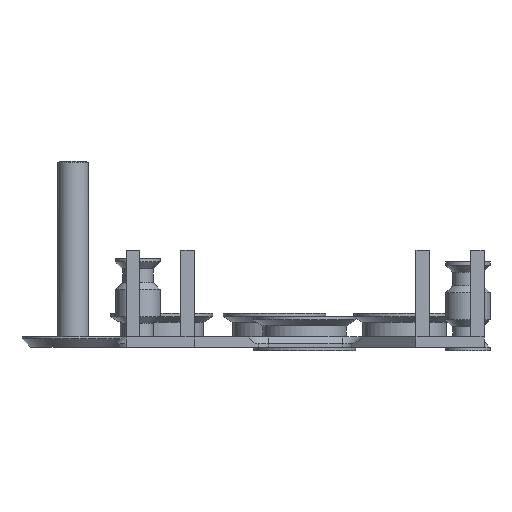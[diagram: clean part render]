
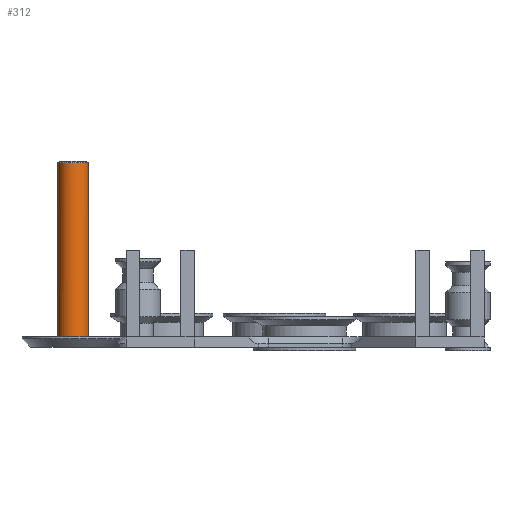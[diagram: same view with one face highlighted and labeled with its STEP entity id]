
A CAD part, front view. The second image highlights one B-rep face of the part: STEP entity #312.
In plain terms, the highlighted free-form (B-spline) face has degree [2, 1] with [5, 2] control points.
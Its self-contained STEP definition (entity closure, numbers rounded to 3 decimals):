
#312=ADVANCED_FACE('',(#621),#9454,.T.);
#621=FACE_OUTER_BOUND('',#935,.T.);
#935=EDGE_LOOP('',(#1968,#1969,#1970,#1971));
#1968=ORIENTED_EDGE('',*,*,#7824,.T.);
#1969=ORIENTED_EDGE('',*,*,#7800,.F.);
#1970=ORIENTED_EDGE('',*,*,#7825,.T.);
#1971=ORIENTED_EDGE('',*,*,#7821,.F.);
#3354=PCURVE('',#9290,#4770);
#3380=PCURVE('',#9294,#4796);
#3384=PCURVE('',#9454,#4800);
#3385=PCURVE('',#9454,#4801);
#3386=PCURVE('',#9454,#4802);
#3387=PCURVE('',#9454,#4803);
#3413=PCURVE('',#9459,#4829);
#3415=PCURVE('',#9459,#4831);
#4770=DEFINITIONAL_REPRESENTATION('',(#8655),#20216);
#4796=DEFINITIONAL_REPRESENTATION('',(#6070),#20216);
#4800=DEFINITIONAL_REPRESENTATION('',(#6076),#20216);
#4801=DEFINITIONAL_REPRESENTATION('',(#6077),#20216);
#4802=DEFINITIONAL_REPRESENTATION('',(#6078),#20216);
#4803=DEFINITIONAL_REPRESENTATION('',(#6079),#20216);
#4829=DEFINITIONAL_REPRESENTATION('',(#6105),#20216);
#4831=DEFINITIONAL_REPRESENTATION('',(#6107),#20216);
#6070=B_SPLINE_CURVE_WITH_KNOTS('',1,(#16469,#16470),.UNSPECIFIED.,.F.,
 .F.,(2,2),(-12.723,0.),.UNSPECIFIED.);
#6076=B_SPLINE_CURVE_WITH_KNOTS('',1,(#16483,#16484),.UNSPECIFIED.,.F.,
 .F.,(2,2),(0.409,46.818),.UNSPECIFIED.);
#6077=B_SPLINE_CURVE_WITH_KNOTS('',1,(#16485,#16486),.UNSPECIFIED.,.F.,
 .F.,(2,2),(0.,14.137),.UNSPECIFIED.);
#6078=B_SPLINE_CURVE_WITH_KNOTS('',1,(#16489,#16490),.UNSPECIFIED.,.F.,
 .F.,(2,2),(-46.818,-0.409),.UNSPECIFIED.);
#6079=B_SPLINE_CURVE_WITH_KNOTS('',3,(#16491,#16492,#16493,#16494),
 .UNSPECIFIED.,.F.,.F.,(4,4),(-12.723,0.),.UNSPECIFIED.);
#6105=B_SPLINE_CURVE_WITH_KNOTS('',1,(#16575,#16576),.UNSPECIFIED.,.F.,
 .F.,(2,2),(-46.818,-0.409),.UNSPECIFIED.);
#6107=B_SPLINE_CURVE_WITH_KNOTS('',1,(#16579,#16580),.UNSPECIFIED.,.F.,
 .F.,(2,2),(0.409,46.818),.UNSPECIFIED.);
#7092=SURFACE_CURVE('',#8654,(#3354,#3385),.PCURVE_S1.);
#7113=SURFACE_CURVE('',#8671,(#3380,#3387),.PCURVE_S1.);
#7116=SURFACE_CURVE('',#8672,(#3384,#3415),.PCURVE_S1.);
#7117=SURFACE_CURVE('',#8673,(#3386,#3413),.PCURVE_S1.);
#7800=EDGE_CURVE('',#9125,#9135,#7092,.T.);
#7821=EDGE_CURVE('',#9133,#9123,#7113,.T.);
#7824=EDGE_CURVE('',#9133,#9135,#7116,.T.);
#7825=EDGE_CURVE('',#9125,#9123,#7117,.T.);
#8654=(
BOUNDED_CURVE()
B_SPLINE_CURVE(2,(#16031,#16032,#16033,#16034,#16035),.UNSPECIFIED.,.F.,
 .F.)
B_SPLINE_CURVE_WITH_KNOTS((3,2,3),(0.,7.069,14.137),
 .UNSPECIFIED.)
CURVE()
GEOMETRIC_REPRESENTATION_ITEM()
RATIONAL_B_SPLINE_CURVE((1.,0.707,1.,0.707,1.))
REPRESENTATION_ITEM('')
);
#8655=(
BOUNDED_CURVE()
B_SPLINE_CURVE(2,(#16036,#16037,#16038,#16039,#16040),.UNSPECIFIED.,.F.,
 .F.)
B_SPLINE_CURVE_WITH_KNOTS((3,2,3),(0.,7.069,14.137),
 .UNSPECIFIED.)
CURVE()
GEOMETRIC_REPRESENTATION_ITEM()
RATIONAL_B_SPLINE_CURVE((1.,0.707,1.,0.707,1.))
REPRESENTATION_ITEM('')
);
#8671=(
BOUNDED_CURVE()
B_SPLINE_CURVE(2,(#16464,#16465,#16466,#16467,#16468),.UNSPECIFIED.,.F.,
 .F.)
B_SPLINE_CURVE_WITH_KNOTS((3,2,3),(-12.723,-6.362,
0.),.UNSPECIFIED.)
CURVE()
GEOMETRIC_REPRESENTATION_ITEM()
RATIONAL_B_SPLINE_CURVE((1.,0.707,1.,0.707,1.))
REPRESENTATION_ITEM('')
);
#8672=(
BOUNDED_CURVE()
B_SPLINE_CURVE(1,(#16481,#16482),.UNSPECIFIED.,.F.,.F.)
B_SPLINE_CURVE_WITH_KNOTS((2,2),(0.409,46.818),
 .UNSPECIFIED.)
CURVE()
GEOMETRIC_REPRESENTATION_ITEM()
RATIONAL_B_SPLINE_CURVE((1.,1.))
REPRESENTATION_ITEM('')
);
#8673=(
BOUNDED_CURVE()
B_SPLINE_CURVE(1,(#16487,#16488),.UNSPECIFIED.,.F.,.F.)
B_SPLINE_CURVE_WITH_KNOTS((2,2),(-46.818,-0.409),
 .UNSPECIFIED.)
CURVE()
GEOMETRIC_REPRESENTATION_ITEM()
RATIONAL_B_SPLINE_CURVE((1.,1.))
REPRESENTATION_ITEM('')
);
#9123=VERTEX_POINT('',#15998);
#9125=VERTEX_POINT('',#16000);
#9133=VERTEX_POINT('',#16008);
#9135=VERTEX_POINT('',#16010);
#9290=B_SPLINE_SURFACE_WITH_KNOTS('',1,1,((#15699,#15700),(#15701,#15702)),
 .UNSPECIFIED.,.F.,.F.,.F.,(2,2),(2,2),(-18.75,18.75),(-18.75,18.75),
 .UNSPECIFIED.);
#9294=B_SPLINE_SURFACE_WITH_KNOTS('',1,3,((#15809,#15810,#15811,#15812,
#15813,#15814,#15815,#15816,#15817,#15818,#15819),(#15820,#15821,#15822,
#15823,#15824,#15825,#15826,#15827,#15828,#15829,#15830)),.UNSPECIFIED.,
 .F.,.F.,.F.,(2,2),(4,1,1,1,1,1,1,1,4),(0.,0.645),(0.,1.527,
3.181,4.835,6.362,7.888,9.542,
11.196,12.723),.UNSPECIFIED.);
#9454=(
BOUNDED_SURFACE()
B_SPLINE_SURFACE(2,1,((#15831,#15832),(#15833,#15834),(#15835,#15836),(#15837,
#15838),(#15839,#15840)),.UNSPECIFIED.,.F.,.F.,.F.)
B_SPLINE_SURFACE_WITH_KNOTS((3,2,3),(2,2),(0.,7.069,14.137),
(0.,50.),.UNSPECIFIED.)
GEOMETRIC_REPRESENTATION_ITEM()
RATIONAL_B_SPLINE_SURFACE(((1.,1.),(0.707,0.707),
(1.,1.),(0.707,0.707),(1.,1.)))
REPRESENTATION_ITEM('')
SURFACE()
);
#9459=(
BOUNDED_SURFACE()
B_SPLINE_SURFACE(2,1,((#15971,#15972),(#15973,#15974),(#15975,#15976),(#15977,
#15978),(#15979,#15980)),.UNSPECIFIED.,.F.,.F.,.F.)
B_SPLINE_SURFACE_WITH_KNOTS((3,2,3),(2,2),(14.137,21.206,
28.274),(0.,50.),.UNSPECIFIED.)
GEOMETRIC_REPRESENTATION_ITEM()
RATIONAL_B_SPLINE_SURFACE(((1.,1.),(0.707,0.707),
(1.,1.),(0.707,0.707),(1.,1.)))
REPRESENTATION_ITEM('')
SURFACE()
);
#15699=CARTESIAN_POINT('',(-966.375,-397.172,3.));
#15700=CARTESIAN_POINT('',(-928.875,-397.172,3.));
#15701=CARTESIAN_POINT('',(-966.375,-434.672,3.));
#15702=CARTESIAN_POINT('',(-928.875,-434.672,3.));
#15809=CARTESIAN_POINT('',(-943.125,-415.922,54.05));
#15810=CARTESIAN_POINT('',(-943.125,-416.487,54.05));
#15811=CARTESIAN_POINT('',(-943.35,-417.665,54.05));
#15812=CARTESIAN_POINT('',(-944.353,-419.194,54.05));
#15813=CARTESIAN_POINT('',(-945.882,-420.197,54.05));
#15814=CARTESIAN_POINT('',(-947.625,-420.53,54.05));
#15815=CARTESIAN_POINT('',(-949.369,-420.197,54.05));
#15816=CARTESIAN_POINT('',(-950.897,-419.194,54.05));
#15817=CARTESIAN_POINT('',(-951.901,-417.665,54.05));
#15818=CARTESIAN_POINT('',(-952.125,-416.487,54.05));
#15819=CARTESIAN_POINT('',(-952.125,-415.922,54.05));
#15820=CARTESIAN_POINT('',(-943.575,-415.922,54.5));
#15821=CARTESIAN_POINT('',(-943.575,-416.431,54.5));
#15822=CARTESIAN_POINT('',(-943.777,-417.491,54.5));
#15823=CARTESIAN_POINT('',(-944.68,-418.866,54.5));
#15824=CARTESIAN_POINT('',(-946.056,-419.77,54.5));
#15825=CARTESIAN_POINT('',(-947.625,-420.069,54.5));
#15826=CARTESIAN_POINT('',(-949.194,-419.77,54.5));
#15827=CARTESIAN_POINT('',(-950.57,-418.866,54.5));
#15828=CARTESIAN_POINT('',(-951.473,-417.491,54.5));
#15829=CARTESIAN_POINT('',(-951.675,-416.431,54.5));
#15830=CARTESIAN_POINT('',(-951.675,-415.922,54.5));
#15831=CARTESIAN_POINT('',(-943.125,-415.922,54.5));
#15832=CARTESIAN_POINT('',(-943.125,-415.922,-0.5));
#15833=CARTESIAN_POINT('',(-943.125,-420.422,54.5));
#15834=CARTESIAN_POINT('',(-943.125,-420.422,-0.5));
#15835=CARTESIAN_POINT('',(-947.625,-420.422,54.5));
#15836=CARTESIAN_POINT('',(-947.625,-420.422,-0.5));
#15837=CARTESIAN_POINT('',(-952.125,-420.422,54.5));
#15838=CARTESIAN_POINT('',(-952.125,-420.422,-0.5));
#15839=CARTESIAN_POINT('',(-952.125,-415.922,54.5));
#15840=CARTESIAN_POINT('',(-952.125,-415.922,-0.5));
#15971=CARTESIAN_POINT('',(-952.125,-415.922,54.5));
#15972=CARTESIAN_POINT('',(-952.125,-415.922,-0.5));
#15973=CARTESIAN_POINT('',(-952.125,-411.422,54.5));
#15974=CARTESIAN_POINT('',(-952.125,-411.422,-0.5));
#15975=CARTESIAN_POINT('',(-947.625,-411.422,54.5));
#15976=CARTESIAN_POINT('',(-947.625,-411.422,-0.5));
#15977=CARTESIAN_POINT('',(-943.125,-411.422,54.5));
#15978=CARTESIAN_POINT('',(-943.125,-411.422,-0.5));
#15979=CARTESIAN_POINT('',(-943.125,-415.922,54.5));
#15980=CARTESIAN_POINT('',(-943.125,-415.922,-0.5));
#15998=CARTESIAN_POINT('',(-943.125,-415.922,54.05));
#16000=CARTESIAN_POINT('',(-943.125,-415.922,3.));
#16008=CARTESIAN_POINT('',(-952.125,-415.922,54.05));
#16010=CARTESIAN_POINT('',(-952.125,-415.922,3.));
#16031=CARTESIAN_POINT('',(-943.125,-415.922,3.));
#16032=CARTESIAN_POINT('',(-943.125,-420.422,3.));
#16033=CARTESIAN_POINT('',(-947.625,-420.422,3.));
#16034=CARTESIAN_POINT('',(-952.125,-420.422,3.));
#16035=CARTESIAN_POINT('',(-952.125,-415.922,3.));
#16036=CARTESIAN_POINT('',(0.,4.5));
#16037=CARTESIAN_POINT('',(4.5,4.5));
#16038=CARTESIAN_POINT('',(4.5,0.));
#16039=CARTESIAN_POINT('',(4.5,-4.5));
#16040=CARTESIAN_POINT('',(0.,-4.5));
#16464=CARTESIAN_POINT('',(-952.125,-415.922,54.05));
#16465=CARTESIAN_POINT('',(-952.125,-420.422,54.05));
#16466=CARTESIAN_POINT('',(-947.625,-420.422,54.05));
#16467=CARTESIAN_POINT('',(-943.125,-420.422,54.05));
#16468=CARTESIAN_POINT('',(-943.125,-415.922,54.05));
#16469=CARTESIAN_POINT('',(0.,12.723));
#16470=CARTESIAN_POINT('',(0.,0.));
#16481=CARTESIAN_POINT('',(-952.125,-415.922,54.05));
#16482=CARTESIAN_POINT('',(-952.125,-415.922,3.));
#16483=CARTESIAN_POINT('',(14.137,0.409));
#16484=CARTESIAN_POINT('',(14.137,46.818));
#16485=CARTESIAN_POINT('',(0.,46.818));
#16486=CARTESIAN_POINT('',(14.137,46.818));
#16487=CARTESIAN_POINT('',(-943.125,-415.922,3.));
#16488=CARTESIAN_POINT('',(-943.125,-415.922,54.05));
#16489=CARTESIAN_POINT('',(0.,46.818));
#16490=CARTESIAN_POINT('',(0.,0.409));
#16491=CARTESIAN_POINT('',(14.137,0.409));
#16492=CARTESIAN_POINT('',(9.425,0.409));
#16493=CARTESIAN_POINT('',(4.712,0.409));
#16494=CARTESIAN_POINT('',(0.,0.409));
#16575=CARTESIAN_POINT('',(28.274,46.818));
#16576=CARTESIAN_POINT('',(28.274,0.409));
#16579=CARTESIAN_POINT('',(14.137,0.409));
#16580=CARTESIAN_POINT('',(14.137,46.818));
#20216=(
GEOMETRIC_REPRESENTATION_CONTEXT(2)
PARAMETRIC_REPRESENTATION_CONTEXT()
REPRESENTATION_CONTEXT('pspace','')
);
